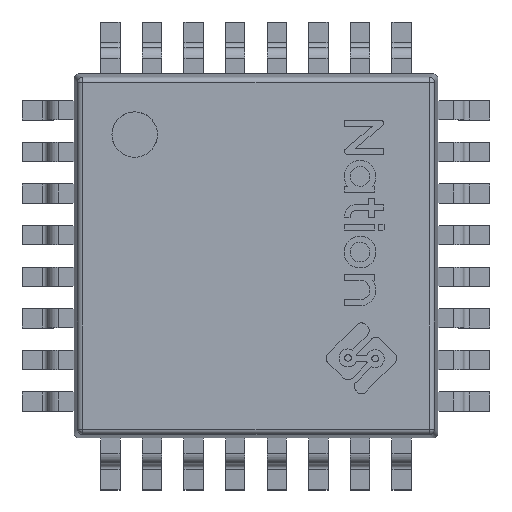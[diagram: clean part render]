
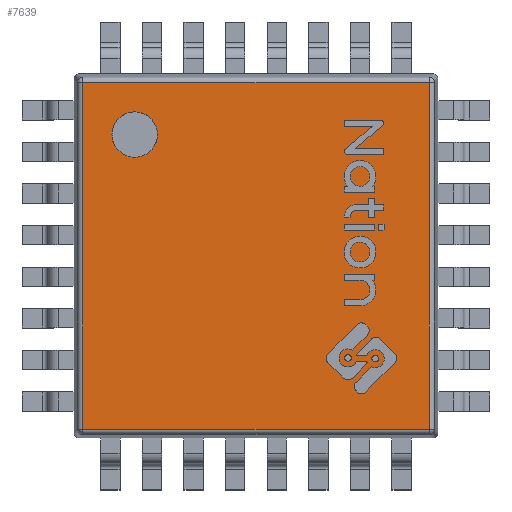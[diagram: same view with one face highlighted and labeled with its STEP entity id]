
A CAD part, top view. The second image highlights one B-rep face of the part: STEP entity #7639.
In plain terms, the highlighted planar face has unit normal (0, 0, 1).
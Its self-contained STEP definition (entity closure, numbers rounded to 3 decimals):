
#94 = VERTEX_POINT ( 'NONE', #8983 ) ;
#308 = CARTESIAN_POINT ( 'NONE',  ( 0.166, 0.166, 1.6 ) ) ;
#364 = ORIENTED_EDGE ( 'NONE', *, *, #7604, .F. ) ;
#458 = EDGE_CURVE ( 'NONE', #6559, #8201, #1264, .T. ) ;
#606 = DIRECTION ( 'NONE',  ( 1., 0., 0. ) ) ;
#1052 = ORIENTED_EDGE ( 'NONE', *, *, #458, .T. ) ;
#1053 = VERTEX_POINT ( 'NONE', #9143 ) ;
#1093 = ORIENTED_EDGE ( 'NONE', *, *, #5490, .T. ) ;
#1264 = CIRCLE ( 'NONE', #4613, 0.437 ) ;
#1304 = CARTESIAN_POINT ( 'NONE',  ( 6.834, 0.076, 1.6 ) ) ;
#1424 = CARTESIAN_POINT ( 'NONE',  ( 0.076, 6.834, 1.6 ) ) ;
#1999 = CARTESIAN_POINT ( 'NONE',  ( 0.729, 5.833, 1.6 ) ) ;
#2058 = DIRECTION ( 'NONE',  ( 0., 0., -1. ) ) ;
#2368 = LINE ( 'NONE', #3271, #4023 ) ;
#2395 = EDGE_LOOP ( 'NONE', ( #1052, #1093 ) ) ;
#2478 = DIRECTION ( 'NONE',  ( 1., 0., 0. ) ) ;
#2544 = CARTESIAN_POINT ( 'NONE',  ( 1.167, 5.833, 1.6 ) ) ;
#2573 = DIRECTION ( 'NONE',  ( 0., 0., -1. ) ) ;
#2751 = FACE_OUTER_BOUND ( 'NONE', #5231, .T. ) ;
#2789 = CARTESIAN_POINT ( 'NONE',  ( 0., 0., 1.6 ) ) ;
#2854 = CARTESIAN_POINT ( 'NONE',  ( 1.604, 5.833, 1.6 ) ) ;
#3197 = VECTOR ( 'NONE', #6512, 1000. ) ;
#3271 = CARTESIAN_POINT ( 'NONE',  ( 0.076, 0.166, 1.6 ) ) ;
#3543 = DIRECTION ( 'NONE',  ( 1., 0., 0. ) ) ;
#4023 = VECTOR ( 'NONE', #7793, 1000. ) ;
#4408 = DIRECTION ( 'NONE',  ( 0., 1., 0. ) ) ;
#4523 = AXIS2_PLACEMENT_3D ( 'NONE', #2789, #7418, #3543 ) ;
#4567 = AXIS2_PLACEMENT_3D ( 'NONE', #2544, #2573, #2478 ) ;
#4613 = AXIS2_PLACEMENT_3D ( 'NONE', #5204, #2058, #606 ) ;
#4651 = VERTEX_POINT ( 'NONE', #6143 ) ;
#5204 = CARTESIAN_POINT ( 'NONE',  ( 1.167, 5.833, 1.6 ) ) ;
#5209 = LINE ( 'NONE', #1424, #3197 ) ;
#5231 = EDGE_LOOP ( 'NONE', ( #364, #5399, #7087, #8273 ) ) ;
#5399 = ORIENTED_EDGE ( 'NONE', *, *, #8847, .F. ) ;
#5459 = VERTEX_POINT ( 'NONE', #308 ) ;
#5490 = EDGE_CURVE ( 'NONE', #8201, #6559, #8039, .T. ) ;
#5609 = VECTOR ( 'NONE', #9712, 1000. ) ;
#5729 = LINE ( 'NONE', #1304, #5609 ) ;
#5875 = LINE ( 'NONE', #5893, #9249 ) ;
#5893 = CARTESIAN_POINT ( 'NONE',  ( 0.166, 0.076, 1.6 ) ) ;
#6143 = CARTESIAN_POINT ( 'NONE',  ( 0.166, 6.834, 1.6 ) ) ;
#6512 = DIRECTION ( 'NONE',  ( 1., 0., 0. ) ) ;
#6559 = VERTEX_POINT ( 'NONE', #2854 ) ;
#6602 = PLANE ( 'NONE',  #4523 ) ;
#6667 = EDGE_CURVE ( 'NONE', #5459, #4651, #5875, .T. ) ;
#7087 = ORIENTED_EDGE ( 'NONE', *, *, #6667, .F. ) ;
#7418 = DIRECTION ( 'NONE',  ( 0., 0., 1. ) ) ;
#7604 = EDGE_CURVE ( 'NONE', #94, #1053, #5729, .T. ) ;
#7639 = ADVANCED_FACE ( 'NONE', ( #9232, #2751 ), #6602, .T. ) ;
#7793 = DIRECTION ( 'NONE',  ( -1., 0., 0. ) ) ;
#8039 = CIRCLE ( 'NONE', #4567, 0.437 ) ;
#8201 = VERTEX_POINT ( 'NONE', #1999 ) ;
#8273 = ORIENTED_EDGE ( 'NONE', *, *, #8591, .F. ) ;
#8591 = EDGE_CURVE ( 'NONE', #1053, #5459, #2368, .T. ) ;
#8847 = EDGE_CURVE ( 'NONE', #4651, #94, #5209, .T. ) ;
#8983 = CARTESIAN_POINT ( 'NONE',  ( 6.834, 6.834, 1.6 ) ) ;
#9143 = CARTESIAN_POINT ( 'NONE',  ( 6.834, 0.166, 1.6 ) ) ;
#9232 = FACE_BOUND ( 'NONE', #2395, .T. ) ;
#9249 = VECTOR ( 'NONE', #4408, 1000. ) ;
#9712 = DIRECTION ( 'NONE',  ( 0., -1., 0. ) ) ;
